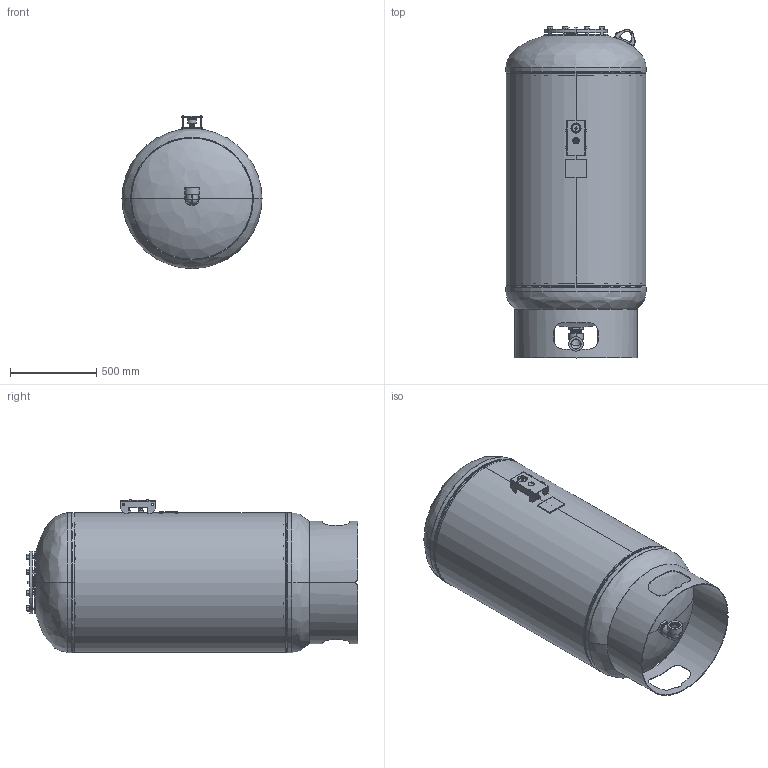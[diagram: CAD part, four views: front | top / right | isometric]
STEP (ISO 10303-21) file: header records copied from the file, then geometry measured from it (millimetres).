
FILE_DESCRIPTION (( 'STEP AP203' ), '1' );
FILE_NAME ('NLA-800L.STEP', '2020-11-16T21:44:29', ( '' ), ( '' ), 'SwSTEP 2.0', 'SolidWorks 2020', '' );
FILE_SCHEMA (( 'CONFIG_CONTROL_DESIGN' ));
Length unit declared in the file: inch
Products named in the file (27): 9800446; 9200208; PLUGS_9500140; 9800460_03-34; 99K0776; 99C0359; 9421035; 9800401_9800400; 9400102; 9800448; 9400542; 9800620_HHNUT 0.6250-11-D-N; 99K0777; 9400579; 9800532; 9500030; 9800564; 07200310_5081T17; 99B1370; NLA-800L; 9400508; 9500010; 9500000; 9600830_32" VERT; 9800477; 99H1929_4788K418
Assembly tree (42 placements, depth 3):
  NLA-800L
    99B1370
    9200208
    9200208
    9500000
    9500010
    9500030
    9800460_03-34
    07200310_5081T17
    9800401_9800400
    PLUGS_9500140  x2
    9400102
    99C0359
    9800532  x8
    9800620_HHNUT 0.6250-11-D-N  x8
    9800477
    9400542
    9400508
    9400579
      99H1929_4788K418
      9800446
      9800448
    9800564
    9421035
    99K0776  x2
    99K0777
    9600830_32" VERT
Bounding box: 812.8 x 1926.21 x 889.46 mm (x, y, z)
Volume: 22685727.5 mm3; surface area: 11311492.8 mm2
Topology: 46 solids, 46 shells, 1694 faces, 3919 edges, 2315 vertices
Faces by surface type: cone 628, cylinder 603, plane 342, torus 76, bspline 37, sphere 8
Full cylindrical faces by diameter (mm): 703.885 x1, 711.2 x1
Entity records: 62411 total; most frequent: CARTESIAN_POINT 26613, DIRECTION 6937, ORIENTED_EDGE 6614, EDGE_CURVE 3307, AXIS2_PLACEMENT_3D 2777, VERTEX_POINT 1961, EDGE_LOOP 1652, ADVANCED_FACE 1421
